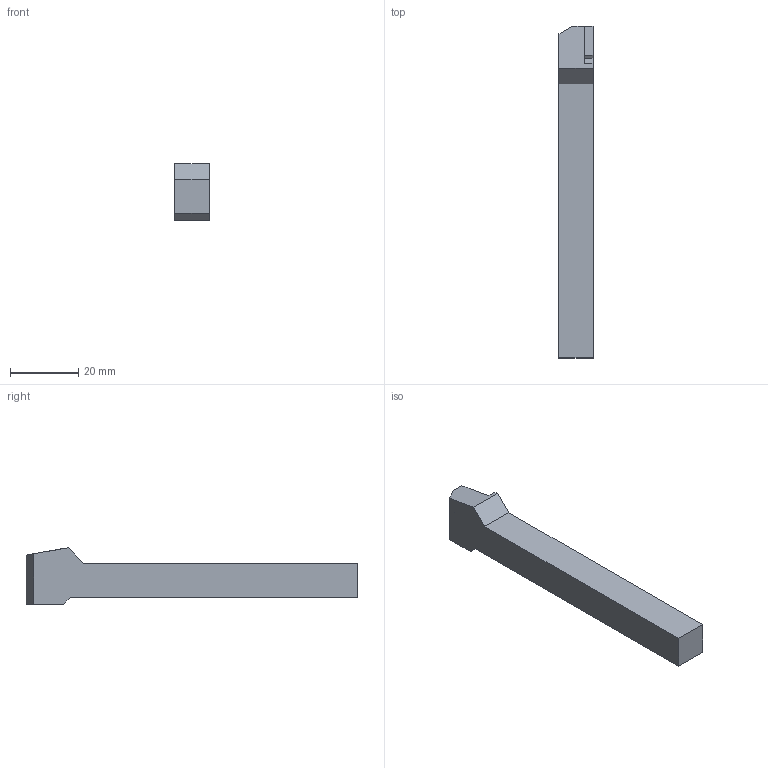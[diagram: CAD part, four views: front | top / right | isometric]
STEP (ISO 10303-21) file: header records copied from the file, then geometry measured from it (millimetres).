
FILE_DESCRIPTION((' '),'2;1');
FILE_NAME( 'Smicut_SEL1010H12.stp', '2023-05-09T14:19:52', (' '), ('--- Datakit www.datakit.com---'), ' Datakit CrossCadWare V2023.1 Dec 17 2022', 'Mastercam 2023', ' ');
FILE_SCHEMA(('AUTOMOTIVE_DESIGN { 1 0 10303 214 1 1 1 1 }'));
Length unit declared in the file: millimetre
Products named in the file (1): Smicut_SEL1010H12
Bounding box: 10 x 97.5 x 16.62 mm (x, y, z)
Volume: 10147 mm3; surface area: 4362.8 mm2
Topology: 1 solids, 1 shells, 26 faces, 72 edges, 47 vertices
Faces by surface type: plane 18, cylinder 6, cone 2
Entity records: 871 total; most frequent: CARTESIAN_POINT 144, ORIENTED_EDGE 140, DIRECTION 138, EDGE_CURVE 70, VECTOR 56, LINE 56, VERTEX_POINT 47, AXIS2_PLACEMENT_3D 41
